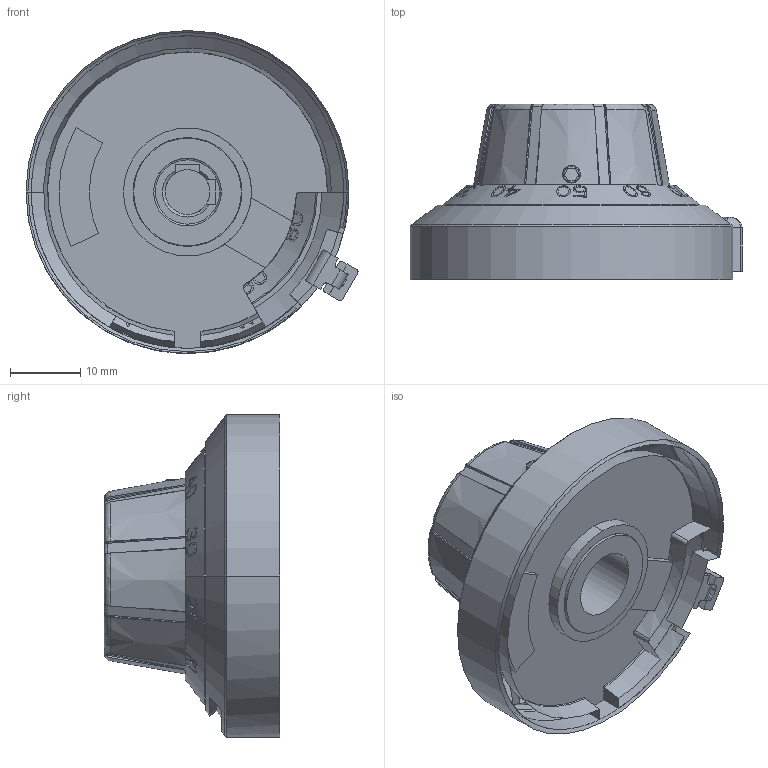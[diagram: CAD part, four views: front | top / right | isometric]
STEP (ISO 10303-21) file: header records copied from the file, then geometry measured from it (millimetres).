
FILE_DESCRIPTION((''),'2;1');
FILE_NAME('54_ASM','2015-11-12T',('bmozley'),(''),'CREO PARAMETRIC BY PTC INC, 2015290','CREO PARAMETRIC BY PTC INC, 2015290','');
FILE_SCHEMA(('CONFIG_CONTROL_DESIGN'));
Length unit declared in the file: metre
Products named in the file (2): _RB_SW0008; 54_ASM
Assembly tree (1 placements, depth 2):
  54_ASM
    _RB_SW0008
Bounding box: 47.26 x 24.98 x 45.97 mm (x, y, z)
Volume: 20928.2 mm3; surface area: 8026.2 mm2
Topology: 1 solids, 1 shells, 1173 faces, 3337 edges, 2212 vertices
Faces by surface type: plane 994, cylinder 74, cone 58, bspline 27, torus 18, sphere 2
Entity records: 41721 total; most frequent: CARTESIAN_POINT 13155, ORIENTED_EDGE 6666, DIRECTION 4778, EDGE_CURVE 3333, VERTEX_POINT 2212, VECTOR 2012, LINE 2012, AXIS2_PLACEMENT_3D 1383
